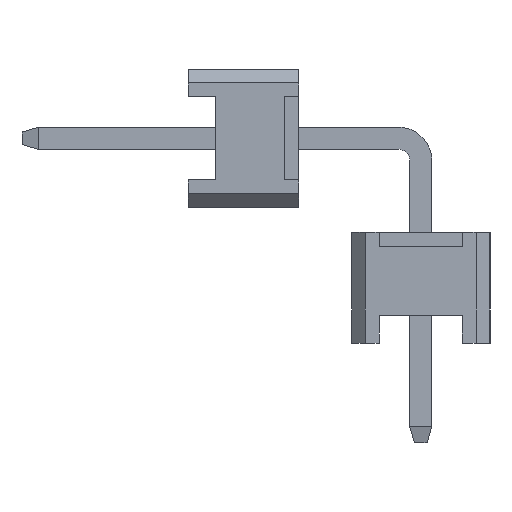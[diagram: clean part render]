
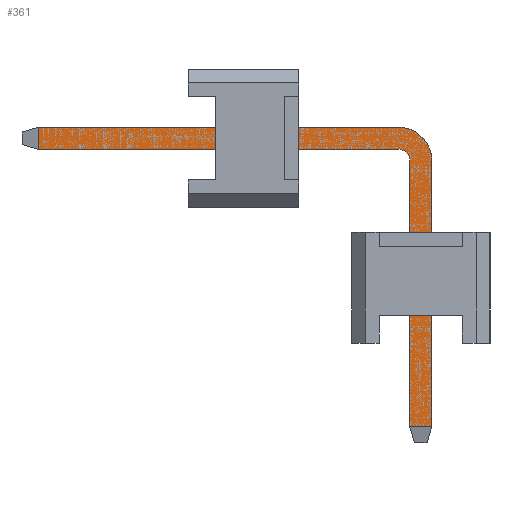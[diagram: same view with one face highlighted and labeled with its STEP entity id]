
A CAD part, left-side view. The second image highlights one B-rep face of the part: STEP entity #361.
In plain terms, the highlighted planar face has unit normal (-1, 0, 0).
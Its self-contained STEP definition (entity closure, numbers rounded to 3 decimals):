
#115=CARTESIAN_POINT('',(-0.2,6.9,-0.2));
#116=VERTEX_POINT('',#115);
#139=CARTESIAN_POINT('',(-0.2,6.9,0.2));
#140=VERTEX_POINT('',#139);
#141=CARTESIAN_POINT('',(-0.2,6.9,-0.2));
#142=DIRECTION('',(0.,0.,1.));
#143=VECTOR('',#142,0.4);
#144=LINE('',#141,#143);
#145=EDGE_CURVE('',#116,#140,#144,.T.);
#186=CARTESIAN_POINT('',(-0.2,0.4,0.2));
#187=VERTEX_POINT('',#186);
#188=CARTESIAN_POINT('',(-0.2,6.9,0.2));
#189=DIRECTION('',(0.,-1.,0.));
#190=VECTOR('',#189,6.5);
#191=LINE('',#188,#190);
#192=EDGE_CURVE('',#140,#187,#191,.T.);
#293=CARTESIAN_POINT('',(-0.2,0.4,-0.2));
#294=VERTEX_POINT('',#293);
#301=CARTESIAN_POINT('',(-0.2,0.4,-0.2));
#302=DIRECTION('',(0.,1.,0.));
#303=VECTOR('',#302,6.5);
#304=LINE('',#301,#303);
#305=EDGE_CURVE('',#294,#116,#304,.T.);
#311=CARTESIAN_POINT('',(-0.2,7.2,0.2));
#312=DIRECTION('',(0.,0.,-1.));
#313=DIRECTION('',(-1.,-0.,-0.));
#314=AXIS2_PLACEMENT_3D('',#311,#313,#312);
#315=PLANE('',#314);
#316=ORIENTED_EDGE('',*,*,#305,.F.);
#317=CARTESIAN_POINT('',(-0.2,0.2,-0.4));
#318=VERTEX_POINT('',#317);
#319=CARTESIAN_POINT('',(-0.2,0.4,-0.4));
#320=DIRECTION('',(0.,0.,1.));
#321=DIRECTION('',(1.,0.,0.));
#322=AXIS2_PLACEMENT_3D('',#319,#321,#320);
#323=CIRCLE('',#322,0.2);
#324=EDGE_CURVE('',#294,#318,#323,.T.);
#325=ORIENTED_EDGE('',*,*,#324,.T.);
#326=CARTESIAN_POINT('',(-0.2,0.2,-5.2));
#327=VERTEX_POINT('',#326);
#328=CARTESIAN_POINT('',(-0.2,0.2,-0.4));
#329=DIRECTION('',(0.,0.,-1.));
#330=VECTOR('',#329,4.8);
#331=LINE('',#328,#330);
#332=EDGE_CURVE('',#318,#327,#331,.T.);
#333=ORIENTED_EDGE('',*,*,#332,.T.);
#334=CARTESIAN_POINT('',(-0.2,-0.2,-5.2));
#335=VERTEX_POINT('',#334);
#336=CARTESIAN_POINT('',(-0.2,0.2,-5.2));
#337=DIRECTION('',(0.,-1.,0.));
#338=VECTOR('',#337,0.4);
#339=LINE('',#336,#338);
#340=EDGE_CURVE('',#327,#335,#339,.T.);
#341=ORIENTED_EDGE('',*,*,#340,.T.);
#342=CARTESIAN_POINT('',(-0.2,-0.2,-0.4));
#343=VERTEX_POINT('',#342);
#344=CARTESIAN_POINT('',(-0.2,-0.2,-5.2));
#345=DIRECTION('',(0.,0.,1.));
#346=VECTOR('',#345,4.8);
#347=LINE('',#344,#346);
#348=EDGE_CURVE('',#335,#343,#347,.T.);
#349=ORIENTED_EDGE('',*,*,#348,.T.);
#350=CARTESIAN_POINT('',(-0.2,0.4,-0.4));
#351=DIRECTION('',(0.,-1.,0.));
#352=DIRECTION('',(-1.,0.,0.));
#353=AXIS2_PLACEMENT_3D('',#350,#352,#351);
#354=CIRCLE('',#353,0.6);
#355=EDGE_CURVE('',#343,#187,#354,.T.);
#356=ORIENTED_EDGE('',*,*,#355,.T.);
#357=ORIENTED_EDGE('',*,*,#192,.F.);
#358=ORIENTED_EDGE('',*,*,#145,.F.);
#359=EDGE_LOOP('',(#316,#325,#333,#341,#349,#356,#357,#358));
#360=FACE_OUTER_BOUND('',#359,.T.);
#361=ADVANCED_FACE('',(#360),#315,.T.);
